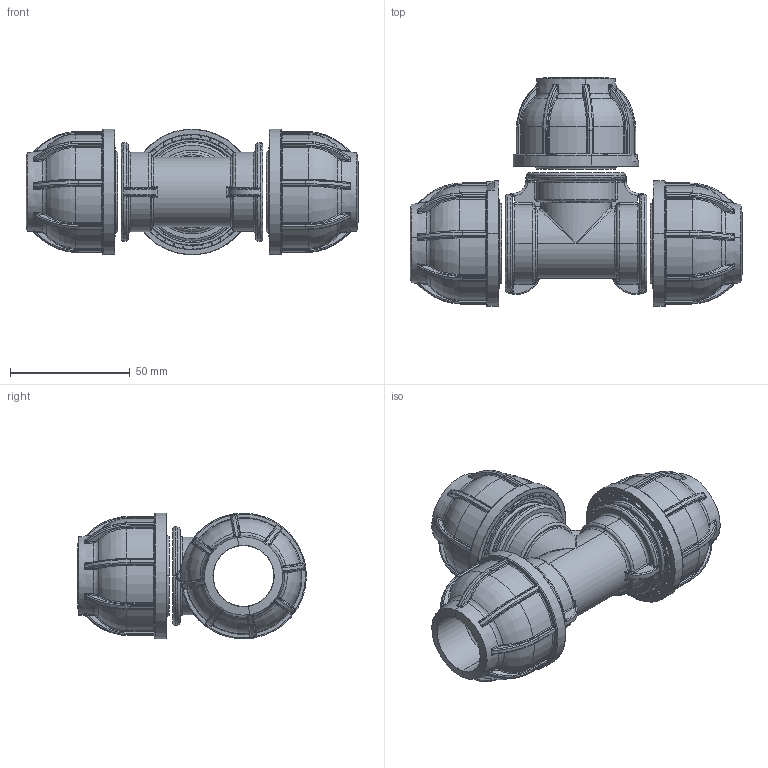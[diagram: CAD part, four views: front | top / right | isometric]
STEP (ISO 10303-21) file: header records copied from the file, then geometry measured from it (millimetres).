
FILE_DESCRIPTION (( 'STEP AP203' ), '1' );
FILE_NAME ('R214.025.000.step', '2013-11-19T09:22:32', ( 'Alusic' ), ( 'Alusic' ), 'SwSTEP 2.0', 'SolidWorks 2011', '' );
FILE_SCHEMA (( 'CONFIG_CONTROL_DESIGN' ));
Length unit declared in the file: millimetre
Products named in the file (1): R214.025.000
Bounding box: 138.4 x 95.4 x 52.4 mm (x, y, z)
Surface area: 53687.8 mm2 (no closed solid volume)
Topology: 0 solids, 22 shells, 1619 faces, 4967 edges, 3129 vertices
Faces by surface type: cylinder 450, torus 417, bspline 347, plane 307, sphere 65, cone 33
Entity records: 72028 total; most frequent: CARTESIAN_POINT 32334, DIRECTION 8060, ORIENTED_EDGE 8012, EDGE_CURVE 4912, AXIS2_PLACEMENT_3D 3520, VERTEX_POINT 3117, CIRCLE 2247, EDGE_LOOP 1631
